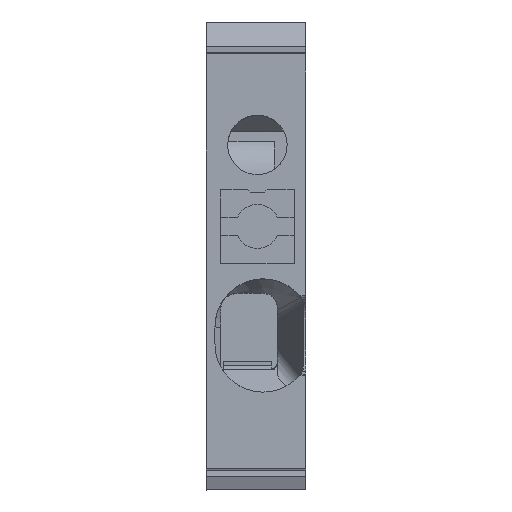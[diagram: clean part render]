
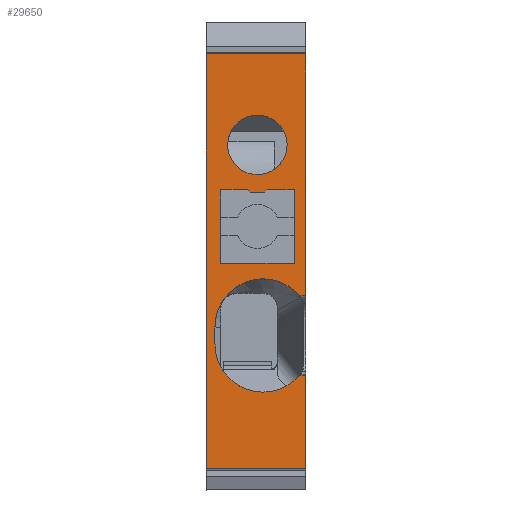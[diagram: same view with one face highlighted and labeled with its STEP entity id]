
A CAD part, top view. The second image highlights one B-rep face of the part: STEP entity #29650.
In plain terms, the highlighted face is planar.
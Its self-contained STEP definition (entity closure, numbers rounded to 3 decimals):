
#2420=CARTESIAN_POINT('',(14.711,24.,
1.6));
#2430=VERTEX_POINT('',#2420);
#2460=CARTESIAN_POINT('',(0.,24.,
1.6));
#2470=DIRECTION('',(-1.,0.,0.));
#2480=VECTOR('',#2470,1.);
#2490=LINE('',#2460,#2480);
#2500=CARTESIAN_POINT('',(0.089,24.,
1.6));
#2510=VERTEX_POINT('',#2500);
#2520=EDGE_CURVE('',#2430,#2510,#2490,.T.);
#27730=CARTESIAN_POINT('',(14.711,24.,
5.1));
#27740=VERTEX_POINT('',#27730);
#27770=CARTESIAN_POINT('',(14.711,24.,
0.));
#27780=DIRECTION('',(0.,0.,1.));
#27790=VECTOR('',#27780,1.);
#27800=LINE('',#27770,#27790);
#27810=EDGE_CURVE('',#2430,#27740,#27800,.T.);
#27950=CARTESIAN_POINT('',(6.975,24.,
5.1));
#27960=DIRECTION('',(0.,-1.,0.));
#27970=DIRECTION('',(-1.,0.,0.));
#27980=AXIS2_PLACEMENT_3D('',#27950,#27960,#27970);
#27990=PLANE('',#27980);
#28000=CARTESIAN_POINT('',(0.,24.,
2.1));
#28010=DIRECTION('',(-1.,0.,0.));
#28020=VECTOR('',#28010,1.);
#28030=LINE('',#28000,#28020);
#28040=CARTESIAN_POINT('',(9.925,24.,
2.1));
#28050=VERTEX_POINT('',#28040);
#28060=CARTESIAN_POINT('',(9.705,24.,
2.1));
#28070=VERTEX_POINT('',#28060);
#28080=EDGE_CURVE('',#28050,#28070,#28030,.T.);
#28090=ORIENTED_EDGE('',*,*,#28080,.F.);
#28100=CARTESIAN_POINT('',(0.,24.,
2.1));
#28110=DIRECTION('',(-1.,0.,0.));
#28120=VECTOR('',#28110,1.);
#28130=LINE('',#28100,#28120);
#28140=CARTESIAN_POINT('',(9.505,24.,
2.1));
#28150=VERTEX_POINT('',#28140);
#28160=EDGE_CURVE('',#28070,#28150,#28130,.T.);
#28170=ORIENTED_EDGE('',*,*,#28160,.F.);
#28180=CARTESIAN_POINT('',(0.,24.,
2.1));
#28190=DIRECTION('',(-1.,0.,0.));
#28200=VECTOR('',#28190,1.);
#28210=LINE('',#28180,#28200);
#28220=CARTESIAN_POINT('',(7.325,24.,
2.1));
#28230=VERTEX_POINT('',#28220);
#28240=EDGE_CURVE('',#28150,#28230,#28210,.T.);
#28250=ORIENTED_EDGE('',*,*,#28240,.F.);
#28260=CARTESIAN_POINT('',(7.325,24.,
0.));
#28270=DIRECTION('',(0.,0.,1.));
#28280=VECTOR('',#28270,1.);
#28290=LINE('',#28260,#28280);
#28300=CARTESIAN_POINT('',(7.325,24.,
4.7));
#28310=VERTEX_POINT('',#28300);
#28320=EDGE_CURVE('',#28230,#28310,#28290,.T.);
#28330=ORIENTED_EDGE('',*,*,#28320,.F.);
#28340=CARTESIAN_POINT('',(0.,24.,
4.7));
#28350=DIRECTION('',(1.,0.,0.));
#28360=VECTOR('',#28350,1.);
#28370=LINE('',#28340,#28360);
#28380=CARTESIAN_POINT('',(9.925,24.,
4.7));
#28390=VERTEX_POINT('',#28380);
#28400=EDGE_CURVE('',#28310,#28390,#28370,.T.);
#28410=ORIENTED_EDGE('',*,*,#28400,.F.);
#28420=CARTESIAN_POINT('',(9.925,24.,
0.));
#28430=DIRECTION('',(0.,0.,-1.));
#28440=VECTOR('',#28430,1.);
#28450=LINE('',#28420,#28440);
#28460=CARTESIAN_POINT('',(9.925,24.,
3.75));
#28470=VERTEX_POINT('',#28460);
#28480=EDGE_CURVE('',#28390,#28470,#28450,.T.);
#28490=ORIENTED_EDGE('',*,*,#28480,.F.);
#28500=CARTESIAN_POINT('',(6.175,24.,
0.));
#28510=DIRECTION('',(-0.707,0.,-0.707));
#28520=VECTOR('',#28510,1.);
#28530=LINE('',#28500,#28520);
#28540=CARTESIAN_POINT('',(9.825,24.,
3.65));
#28550=VERTEX_POINT('',#28540);
#28560=EDGE_CURVE('',#28470,#28550,#28530,.T.);
#28570=ORIENTED_EDGE('',*,*,#28560,.F.);
#28580=CARTESIAN_POINT('',(9.825,24.,
0.));
#28590=DIRECTION('',(0.,0.,-1.));
#28600=VECTOR('',#28590,1.);
#28610=LINE('',#28580,#28600);
#28620=CARTESIAN_POINT('',(9.825,24.,
3.15));
#28630=VERTEX_POINT('',#28620);
#28640=EDGE_CURVE('',#28550,#28630,#28610,.T.);
#28650=ORIENTED_EDGE('',*,*,#28640,.F.);
#28660=CARTESIAN_POINT('',(0.,24.,
12.975));
#28670=DIRECTION('',(0.707,0.,-0.707));
#28680=VECTOR('',#28670,1.);
#28690=LINE('',#28660,#28680);
#28700=CARTESIAN_POINT('',(9.925,24.,
3.05));
#28710=VERTEX_POINT('',#28700);
#28720=EDGE_CURVE('',#28630,#28710,#28690,.T.);
#28730=ORIENTED_EDGE('',*,*,#28720,.F.);
#28740=CARTESIAN_POINT('',(9.925,24.,
0.));
#28750=DIRECTION('',(0.,0.,-1.));
#28760=VECTOR('',#28750,1.);
#28770=LINE('',#28740,#28760);
#28780=EDGE_CURVE('',#28710,#28050,#28770,.T.);
#28790=ORIENTED_EDGE('',*,*,#28780,.F.);
#28800=EDGE_LOOP('',(#28790,#28730,#28650,#28570,#28490,#28410,#28330,
#28250,#28170,#28090));
#28810=FACE_BOUND('',#28800,.T.);
#28820=CARTESIAN_POINT('',(11.5,24.,
3.4));
#28830=DIRECTION('',(0.,1.,0.));
#28840=DIRECTION('',(1.,0.,0.));
#28850=AXIS2_PLACEMENT_3D('',#28820,#28830,#28840);
#28860=CIRCLE('',#28850,1.05);
#28870=CARTESIAN_POINT('',(11.529,24.,
2.35));
#28880=VERTEX_POINT('',#28870);
#28890=CARTESIAN_POINT('',(10.45,24.,
3.4));
#28900=VERTEX_POINT('',#28890);
#28910=EDGE_CURVE('',#28880,#28900,#28860,.T.);
#28920=ORIENTED_EDGE('',*,*,#28910,.F.);
#28930=CARTESIAN_POINT('',(12.55,24.,
3.4));
#28940=VERTEX_POINT('',#28930);
#28950=EDGE_CURVE('',#28900,#28940,#28860,.T.);
#28960=ORIENTED_EDGE('',*,*,#28950,.F.);
#28970=EDGE_CURVE('',#28940,#28880,#28860,.T.);
#28980=ORIENTED_EDGE('',*,*,#28970,.F.);
#28990=EDGE_LOOP('',(#28980,#28960,#28920));
#29000=FACE_BOUND('',#28990,.T.);
#29010=ORIENTED_EDGE('',*,*,#27810,.F.);
#29020=CARTESIAN_POINT('',(0.,24.,
5.1));
#29030=DIRECTION('',(1.,0.,0.));
#29040=VECTOR('',#29030,1.);
#29050=LINE('',#29020,#29040);
#29060=CARTESIAN_POINT('',(6.175,24.,
5.1));
#29070=VERTEX_POINT('',#29060);
#29080=EDGE_CURVE('',#29070,#27740,#29050,.T.);
#29090=ORIENTED_EDGE('',*,*,#29080,.T.);
#29100=CARTESIAN_POINT('',(6.175,24.,
0.));
#29110=DIRECTION('',(0.,0.,-1.));
#29120=VECTOR('',#29110,1.);
#29130=LINE('',#29100,#29120);
#29140=CARTESIAN_POINT('',(6.175,24.,
4.896));
#29150=VERTEX_POINT('',#29140);
#29160=EDGE_CURVE('',#29070,#29150,#29130,.T.);
#29170=ORIENTED_EDGE('',*,*,#29160,.F.);
#29180=CARTESIAN_POINT('',(5.075,24.,
3.6));
#29190=DIRECTION('',(0.,1.,0.));
#29200=DIRECTION('',(1.,0.,0.));
#29210=AXIS2_PLACEMENT_3D('',#29180,#29190,#29200);
#29220=CIRCLE('',#29210,1.7);
#29230=CARTESIAN_POINT('',(5.075,24.,
1.9));
#29240=VERTEX_POINT('',#29230);
#29250=EDGE_CURVE('',#29150,#29240,#29220,.T.);
#29260=ORIENTED_EDGE('',*,*,#29250,.F.);
#29270=CARTESIAN_POINT('',(0.,24.,
1.9));
#29280=DIRECTION('',(-1.,0.,0.));
#29290=VECTOR('',#29280,1.);
#29300=LINE('',#29270,#29290);
#29310=CARTESIAN_POINT('',(4.475,24.,
1.9));
#29320=VERTEX_POINT('',#29310);
#29330=EDGE_CURVE('',#29240,#29320,#29300,.T.);
#29340=ORIENTED_EDGE('',*,*,#29330,.F.);
#29350=CARTESIAN_POINT('',(4.475,24.,
3.6));
#29360=DIRECTION('',(0.,-1.,0.));
#29370=DIRECTION('',(-0.652,0.,
0.759));
#29380=AXIS2_PLACEMENT_3D('',#29350,#29360,#29370);
#29390=CIRCLE('',#29380,1.7);
#29400=CARTESIAN_POINT('',(3.375,24.,
4.896));
#29410=VERTEX_POINT('',#29400);
#29420=EDGE_CURVE('',#29410,#29320,#29390,.T.);
#29430=ORIENTED_EDGE('',*,*,#29420,.T.);
#29440=CARTESIAN_POINT('',(3.375,24.,
0.));
#29450=DIRECTION('',(0.,0.,1.));
#29460=VECTOR('',#29450,1.);
#29470=LINE('',#29440,#29460);
#29480=CARTESIAN_POINT('',(3.375,24.,
5.1));
#29490=VERTEX_POINT('',#29480);
#29500=EDGE_CURVE('',#29410,#29490,#29470,.T.);
#29510=ORIENTED_EDGE('',*,*,#29500,.F.);
#29520=CARTESIAN_POINT('',(0.089,24.,
5.1));
#29530=VERTEX_POINT('',#29520);
#29540=EDGE_CURVE('',#29530,#29490,#29050,.T.);
#29550=ORIENTED_EDGE('',*,*,#29540,.T.);
#29560=CARTESIAN_POINT('',(0.089,24.,
0.));
#29570=DIRECTION('',(0.,0.,1.));
#29580=VECTOR('',#29570,1.);
#29590=LINE('',#29560,#29580);
#29600=EDGE_CURVE('',#2510,#29530,#29590,.T.);
#29610=ORIENTED_EDGE('',*,*,#29600,.T.);
#29620=ORIENTED_EDGE('',*,*,#2520,.T.);
#29630=EDGE_LOOP('',(#29620,#29610,#29550,#29510,#29430,#29340,#29260,
#29170,#29090,#29010));
#29640=FACE_OUTER_BOUND('',#29630,.T.);
#29650=ADVANCED_FACE('',(#28810,#29000,#29640),#27990,.F.);
